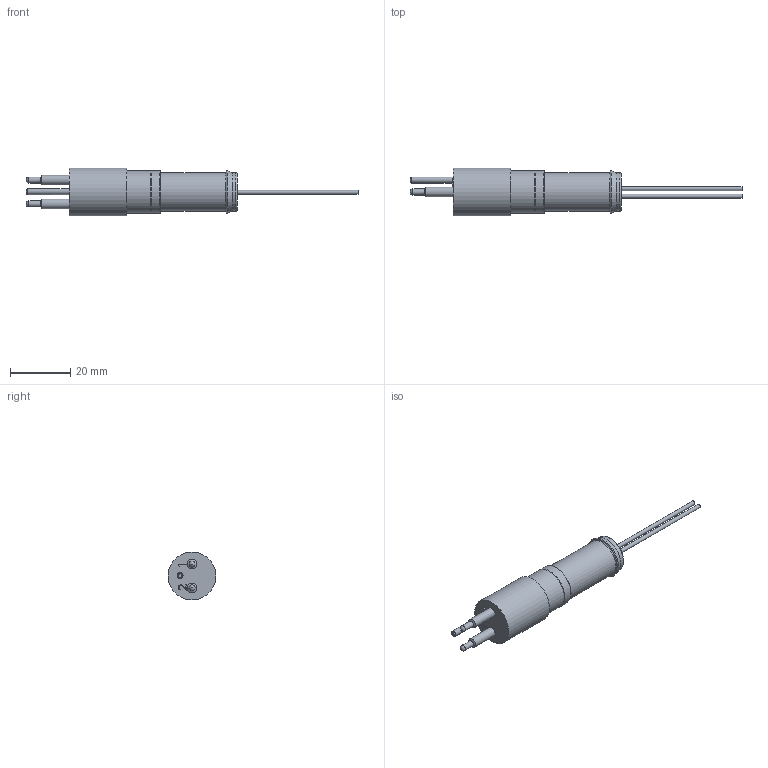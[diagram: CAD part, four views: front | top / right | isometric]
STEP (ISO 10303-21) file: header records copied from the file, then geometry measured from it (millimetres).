
FILE_DESCRIPTION(/* description */ (''),/* implementation_level */ '2;1');
FILE_NAME(/* name */ 'MCPBOF2M-G2.stp',/* time_stamp */ '2022-03-08T08:23:44+01:00',/* author */ ('sh'),/* organization */ (''),/* preprocessor_version */ 'ST-DEVELOPER v17.2',/* originating_system */ 'Autodesk Inventor 2019',/* authorisation */ '');
FILE_SCHEMA (('AUTOMOTIVE_DESIGN { 1 0 10303 214 3 1 1 }'));
Length unit declared in the file: millimetre
Products named in the file (1): MCPBOF2M-G2
Bounding box: 109.86 x 15.88 x 15.88 mm (x, y, z)
Volume: 9052.7 mm3; surface area: 3533.2 mm2
Topology: 1 solids, 1 shells, 55 faces, 146 edges, 104 vertices
Faces by surface type: plane 25, cylinder 12, bspline 8, torus 6, cone 4
Full cylindrical faces by diameter (mm): 1.321 x2, 1.981 x1, 1.986 x2, 3.175 x2, 12.7 x2, 13.97 x2, 15.875 x1
Entity records: 2295 total; most frequent: CARTESIAN_POINT 716, DIRECTION 306, ORIENTED_EDGE 292, EDGE_CURVE 146, AXIS2_PLACEMENT_3D 124, VERTEX_POINT 104, CIRCLE 76, EDGE_LOOP 66
